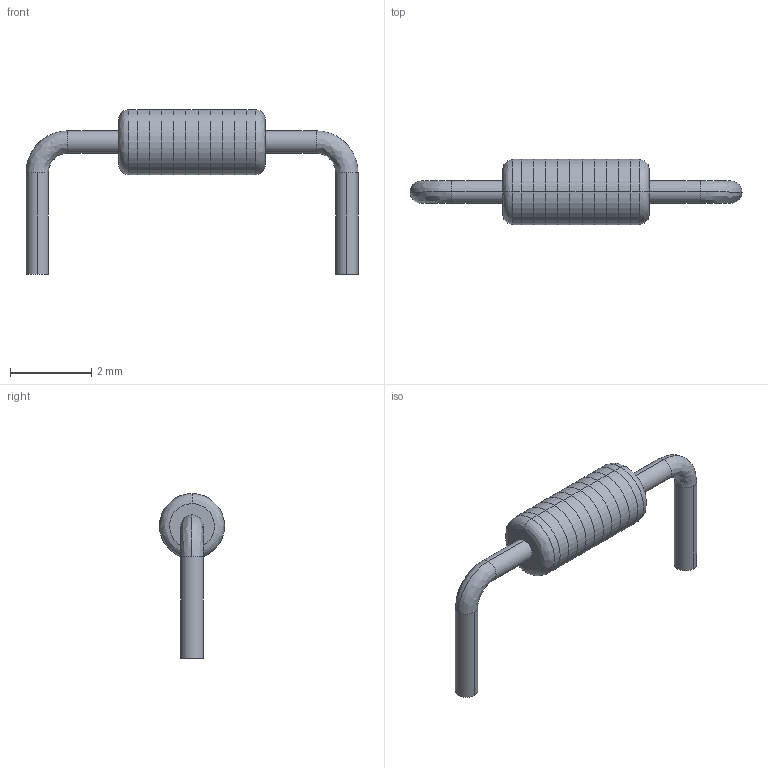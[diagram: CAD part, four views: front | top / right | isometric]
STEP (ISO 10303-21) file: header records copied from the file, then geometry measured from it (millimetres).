
FILE_DESCRIPTION (( 'STEP AP214' ), '1' );
FILE_NAME ('User Library-CCF50__10K0_b7.STEP', '2014-07-06T04:06:57', ( 'Windows User' ), ( '' ), 'SwSTEP 2.0', 'SolidWorks 2014', '' );
FILE_SCHEMA (( 'AUTOMOTIVE_DESIGN' ));
Length unit declared in the file: centimetre
Products named in the file (4): User Library-CCF50__10K0_b7; User Library-CCF50__10K0_b7_Ring1_10K0; User Library-CCF50__10K0_b7_BODY; User Library-CCF50__10K0_b7_WIRE_BEND
Assembly tree (4 placements, depth 2):
  User Library-CCF50__10K0_b7
    User Library-CCF50__10K0_b7_BODY
    User Library-CCF50__10K0_b7_Ring1_10K0
    User Library-CCF50__10K0_b7_WIRE_BEND  x2
Bounding box: 8.15 x 1.6 x 4.05 mm (x, y, z)
Volume: 9.5 mm3; surface area: 79.2 mm2
Topology: 13 solids, 13 shells, 64 faces, 106 edges, 68 vertices
Faces by surface type: cylinder 30, plane 26, bspline 8
Entity records: 2231 total; most frequent: CARTESIAN_POINT 313, DIRECTION 260, ORIENTED_EDGE 180, AXIS2_PLACEMENT_3D 117, EDGE_CURVE 90, UNCERTAINTY_MEASURE_WITH_UNIT 75, SURFACE_STYLE_FILL_AREA 71, COLOUR_RGB 71
